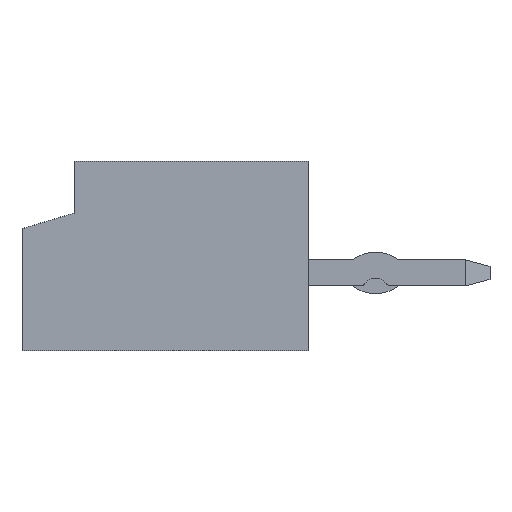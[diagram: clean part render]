
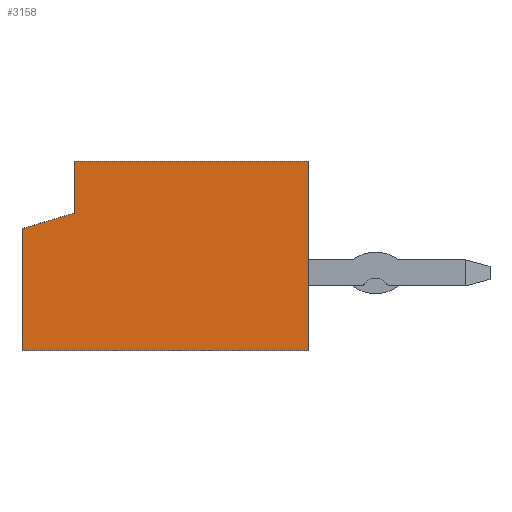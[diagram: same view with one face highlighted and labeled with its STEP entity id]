
A CAD part, left-side view. The second image highlights one B-rep face of the part: STEP entity #3158.
In plain terms, the highlighted planar face has unit normal (-1, 0, 0).
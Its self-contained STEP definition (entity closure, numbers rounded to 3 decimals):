
#25=DIRECTION('',(0.,-1.,0.));
#26=VECTOR('',#25,5.5);
#27=CARTESIAN_POINT('',(-4.,2.75,-1.825));
#28=LINE('',#27,#26);
#333=DIRECTION('',(0.,-1.,0.));
#334=VECTOR('',#333,4.5);
#335=CARTESIAN_POINT('',(-4.,1.75,1.825));
#336=LINE('',#335,#334);
#425=DIRECTION('',(0.,0.,1.));
#426=VECTOR('',#425,3.65);
#427=CARTESIAN_POINT('',(-4.,-2.75,-1.825));
#428=LINE('',#427,#426);
#729=DIRECTION('',(0.,0.,-1.));
#730=VECTOR('',#729,1.);
#731=CARTESIAN_POINT('',(-4.,1.75,1.825));
#732=LINE('',#731,#730);
#733=DIRECTION('',(0.,0.,1.));
#734=VECTOR('',#733,2.35);
#735=CARTESIAN_POINT('',(-4.,2.75,-1.825));
#736=LINE('',#735,#734);
#737=DIRECTION('',(0.,0.958,-0.287));
#738=VECTOR('',#737,1.044);
#739=CARTESIAN_POINT('',(-4.,1.75,0.825));
#740=LINE('',#739,#738);
#1677=CARTESIAN_POINT('',(-4.,2.75,-1.825));
#1678=CARTESIAN_POINT('',(-4.,-2.75,-1.825));
#1679=VERTEX_POINT('',#1677);
#1680=VERTEX_POINT('',#1678);
#1685=CARTESIAN_POINT('',(-4.,-2.75,1.825));
#1686=VERTEX_POINT('',#1685);
#1693=CARTESIAN_POINT('',(-4.,1.75,1.825));
#1695=VERTEX_POINT('',#1693);
#1701=CARTESIAN_POINT('',(-4.,1.75,0.825));
#1702=VERTEX_POINT('',#1701);
#1703=CARTESIAN_POINT('',(-4.,2.75,0.525));
#1704=VERTEX_POINT('',#1703);
#3144=CARTESIAN_POINT('',(-4.,2.75,-1.825));
#3145=DIRECTION('',(-1.,0.,0.));
#3146=DIRECTION('',(0.,-1.,0.));
#3147=AXIS2_PLACEMENT_3D('',#3144,#3145,#3146);
#3148=PLANE('',#3147);
#3149=ORIENTED_EDGE('',*,*,#2491,.F.);
#3150=ORIENTED_EDGE('',*,*,#2542,.T.);
#3151=ORIENTED_EDGE('',*,*,#2632,.F.);
#3152=ORIENTED_EDGE('',*,*,#2214,.F.);
#3154=ORIENTED_EDGE('',*,*,#3153,.T.);
#3155=ORIENTED_EDGE('',*,*,#2459,.F.);
#3156=EDGE_LOOP('',(#3149,#3150,#3151,#3152,#3154,#3155));
#3157=FACE_OUTER_BOUND('',#3156,.F.);
#3158=ADVANCED_FACE('',(#3157),#3148,.T.);
#2214=EDGE_CURVE('',#1679,#1680,#28,.T.);
#2459=EDGE_CURVE('',#1702,#1704,#740,.T.);
#2491=EDGE_CURVE('',#1695,#1702,#732,.T.);
#2542=EDGE_CURVE('',#1695,#1686,#336,.T.);
#2632=EDGE_CURVE('',#1680,#1686,#428,.T.);
#3153=EDGE_CURVE('',#1679,#1704,#736,.T.);
